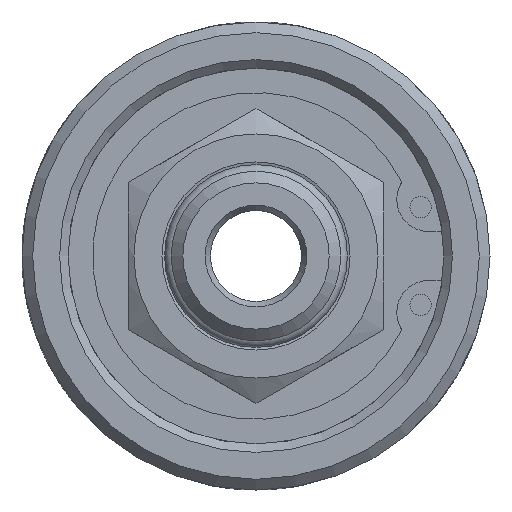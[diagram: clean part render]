
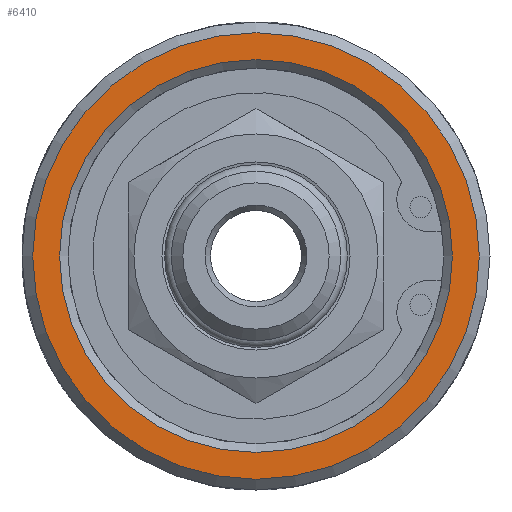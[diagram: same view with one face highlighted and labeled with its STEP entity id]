
A CAD part, left-side view. The second image highlights one B-rep face of the part: STEP entity #6410.
In plain terms, the highlighted planar face has unit normal (-1, 0, 0).
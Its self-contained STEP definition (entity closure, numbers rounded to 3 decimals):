
#627=FACE_BOUND('',#1984,.T.);
#1459=PLANE('',#6853);
#1600=FACE_OUTER_BOUND('',#1983,.T.);
#1983=EDGE_LOOP('',(#4417));
#1984=EDGE_LOOP('',(#4418));
#2420=CIRCLE('',#6833,20.85);
#2431=CIRCLE('',#6854,18.34);
#2695=VERTEX_POINT('',#9226);
#2708=VERTEX_POINT('',#9282);
#3371=EDGE_CURVE('',#2695,#2695,#2420,.T.);
#3395=EDGE_CURVE('',#2708,#2708,#2431,.T.);
#4417=ORIENTED_EDGE('',*,*,#3371,.F.);
#4418=ORIENTED_EDGE('',*,*,#3395,.F.);
#6410=ADVANCED_FACE('',(#1600,#627),#1459,.T.);
#6833=AXIS2_PLACEMENT_3D('',#9228,#7400,#7401);
#6853=AXIS2_PLACEMENT_3D('',#9281,#7449,#7450);
#6854=AXIS2_PLACEMENT_3D('',#9283,#7451,#7452);
#7400=DIRECTION('center_axis',(1.,0.,0.));
#7401=DIRECTION('ref_axis',(0.,-1.,0.));
#7449=DIRECTION('center_axis',(-1.,0.,0.));
#7450=DIRECTION('ref_axis',(0.,0.,1.));
#7451=DIRECTION('center_axis',(-1.,0.,0.));
#7452=DIRECTION('ref_axis',(0.,-1.,0.));
#9226=CARTESIAN_POINT('',(0.,20.85,0.));
#9228=CARTESIAN_POINT('Origin',(0.,0.,0.));
#9281=CARTESIAN_POINT('Origin',(0.,10.925,0.));
#9282=CARTESIAN_POINT('',(0.,18.34,0.));
#9283=CARTESIAN_POINT('Origin',(0.,0.,0.));
